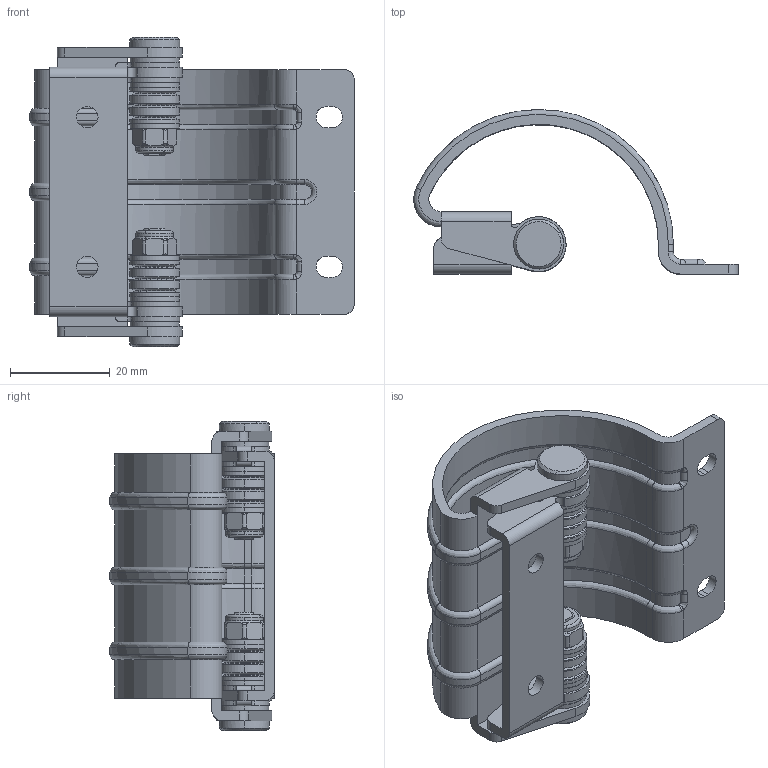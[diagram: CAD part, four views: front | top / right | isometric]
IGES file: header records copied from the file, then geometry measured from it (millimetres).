
Start section: ------------------------------------------------------------------------
Global section: file name: PC3523.1504.TH_190E_2_2.0_21118.igs; native system: spGate; preprocessor: ver20.6.3 (****-****-****-****); author: Unknown; organization: Unknown; date: 251222.181845; units: millimetre
Bounding box: 65.02 x 33 x 62 mm (x, y, z)
Volume: 16305 mm3; surface area: 17571.1 mm2
Topology: 2 solids, 2 shells, 454 faces, 1090 edges, 668 vertices
Faces by surface type: bspline 454
